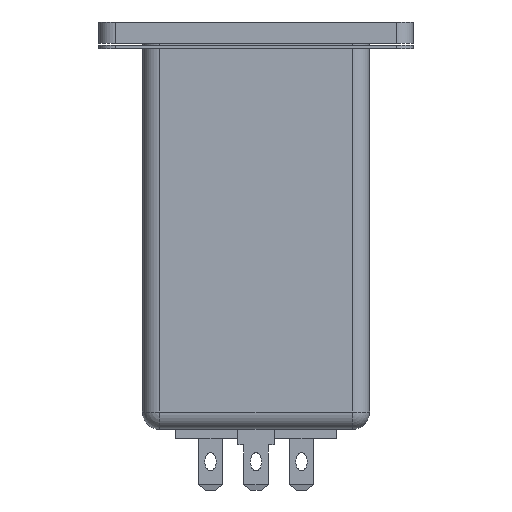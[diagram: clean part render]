
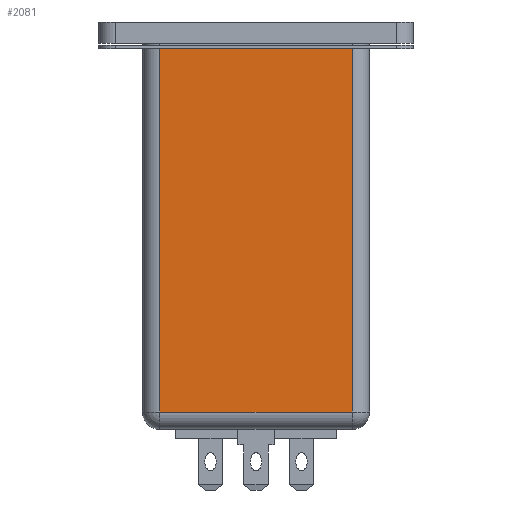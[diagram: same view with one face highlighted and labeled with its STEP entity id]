
A CAD part, front view. The second image highlights one B-rep face of the part: STEP entity #2081.
In plain terms, the highlighted planar face has unit normal (0, -1, 0).
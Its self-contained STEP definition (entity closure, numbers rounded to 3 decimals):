
#25 = CARTESIAN_POINT ( 'NONE',  ( -16.65, -15.5, -67.5 ) ) ;
#36 = CARTESIAN_POINT ( 'NONE',  ( 16.65, -15.5, -4.618 ) ) ;
#55 = LINE ( 'NONE', #64, #63 ) ;
#57 = DIRECTION ( 'NONE',  ( -1., 0., 0. ) ) ;
#62 = DIRECTION ( 'NONE',  ( 0., 0., 1. ) ) ;
#63 = VECTOR ( 'NONE', #62, 1000. ) ;
#64 = CARTESIAN_POINT ( 'NONE',  ( 16.65, -15.5, -70.5 ) ) ;
#76 = VECTOR ( 'NONE', #57, 1000. ) ;
#77 = CARTESIAN_POINT ( 'NONE',  ( -16.65, -15.5, -4.618 ) ) ;
#78 = LINE ( 'NONE', #77, #76 ) ;
#81 = LINE ( 'NONE', #84, #146 ) ;
#84 = CARTESIAN_POINT ( 'NONE',  ( 16.65, -15.5, -67.5 ) ) ;
#107 = DIRECTION ( 'NONE',  ( 1., 0., 0. ) ) ;
#146 = VECTOR ( 'NONE', #107, 1000. ) ;
#809 = DIRECTION ( 'NONE',  ( -1., 0., 0. ) ) ;
#810 = DIRECTION ( 'NONE',  ( 0., 1., 0. ) ) ;
#811 = CARTESIAN_POINT ( 'NONE',  ( -16.65, -15.5, -70.5 ) ) ;
#812 = AXIS2_PLACEMENT_3D ( 'NONE', #811, #810, #809 ) ;
#813 = PLANE ( 'NONE',  #812 ) ;
#815 = FACE_OUTER_BOUND ( 'NONE', #2157, .T. ) ;
#848 = CARTESIAN_POINT ( 'NONE',  ( -16.65, -15.5, -4.618 ) ) ;
#863 = CARTESIAN_POINT ( 'NONE',  ( 16.65, -15.5, -67.5 ) ) ;
#2045 = EDGE_CURVE ( 'NONE', #2200, #2139, #4127, .T. ) ;
#2081 = ADVANCED_FACE ( 'NONE', ( #815 ), #813, .F. ) ;
#2139 = VERTEX_POINT ( 'NONE', #848 ) ;
#2140 = ORIENTED_EDGE ( 'NONE', *, *, #2233, .T. ) ;
#2157 = EDGE_LOOP ( 'NONE', ( #2211, #2183, #2140, #2205 ) ) ;
#2183 = ORIENTED_EDGE ( 'NONE', *, *, #2227, .T. ) ;
#2186 = VERTEX_POINT ( 'NONE', #863 ) ;
#2200 = VERTEX_POINT ( 'NONE', #25 ) ;
#2202 = VERTEX_POINT ( 'NONE', #36 ) ;
#2205 = ORIENTED_EDGE ( 'NONE', *, *, #2231, .T. ) ;
#2211 = ORIENTED_EDGE ( 'NONE', *, *, #2045, .F. ) ;
#2227 = EDGE_CURVE ( 'NONE', #2200, #2186, #81, .T. ) ;
#2231 = EDGE_CURVE ( 'NONE', #2202, #2139, #78, .T. ) ;
#2233 = EDGE_CURVE ( 'NONE', #2186, #2202, #55, .T. ) ;
#4125 = VECTOR ( 'NONE', #4249, 1000. ) ;
#4126 = CARTESIAN_POINT ( 'NONE',  ( -16.65, -15.5, -70.5 ) ) ;
#4127 = LINE ( 'NONE', #4126, #4125 ) ;
#4249 = DIRECTION ( 'NONE',  ( 0., 0., 1. ) ) ;
